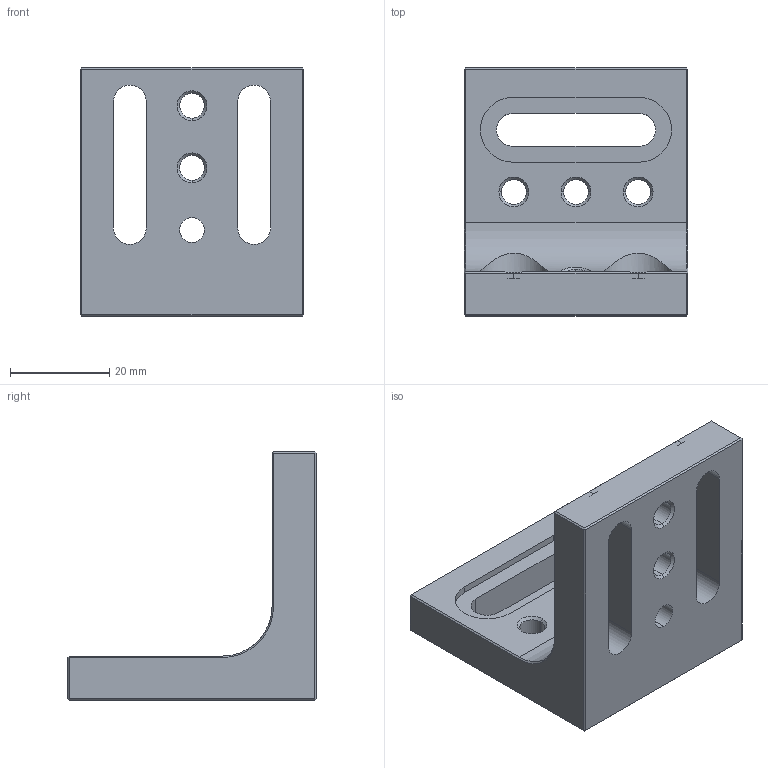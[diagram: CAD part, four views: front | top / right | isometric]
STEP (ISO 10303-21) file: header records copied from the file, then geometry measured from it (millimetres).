
FILE_DESCRIPTION (( 'STEP AP203' ), '1' );
FILE_NAME ('7.5.4.6-MCS-50C.STEP', '2023-09-13T05:30:37', ( '' ), ( '' ), 'SwSTEP 2.0', 'SolidWorks 2021', '' );
FILE_SCHEMA (( 'CONFIG_CONTROL_DESIGN' ));
Length unit declared in the file: millimetre
Products named in the file (1): 7.5.4.6-MCS-50C
Bounding box: 45 x 50 x 50 mm (x, y, z)
Volume: 29647.9 mm3; surface area: 11774 mm2
Topology: 1 solids, 1 shells, 108 faces, 261 edges, 155 vertices
Faces by surface type: plane 52, cylinder 31, cone 24, bspline 1
Entity records: 3814 total; most frequent: CARTESIAN_POINT 1158, DIRECTION 554, ORIENTED_EDGE 522, EDGE_CURVE 261, AXIS2_PLACEMENT_3D 196, VECTOR 162, LINE 162, VERTEX_POINT 155
